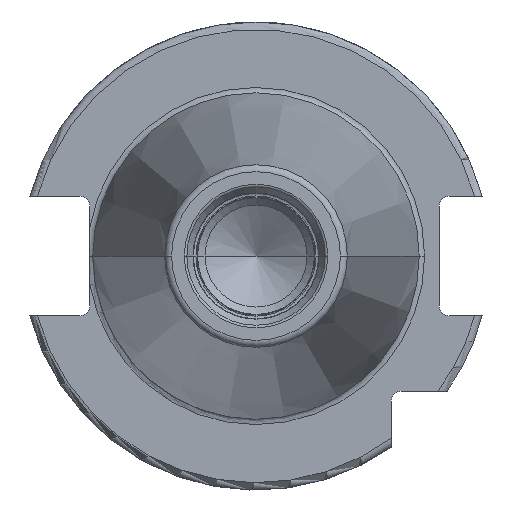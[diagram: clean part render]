
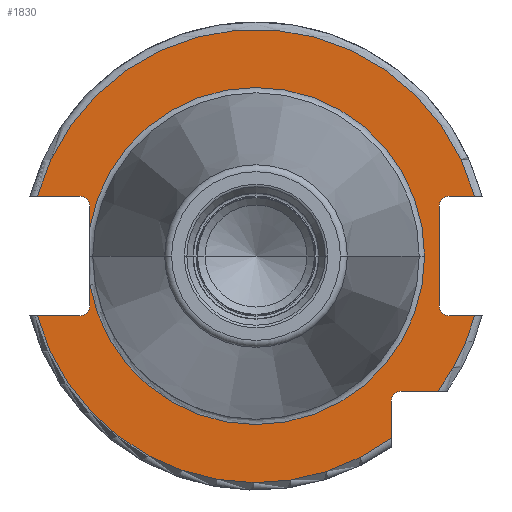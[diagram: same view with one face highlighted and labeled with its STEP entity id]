
A CAD part, left-side view. The second image highlights one B-rep face of the part: STEP entity #1830.
In plain terms, the highlighted planar face has unit normal (-1, 0, 0).
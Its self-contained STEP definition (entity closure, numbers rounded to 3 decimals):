
#105=CARTESIAN_POINT('',(3.2,22.55,-3.842));
#117=CARTESIAN_POINT('',(3.2,0.,0.));
#118=DIRECTION('',(-1.,0.,0.));
#119=DIRECTION('',(0.,0.986,-0.168));
#120=AXIS2_PLACEMENT_3D('',#117,#118,#119);
#135=CARTESIAN_POINT('',(3.2,23.9,-6.75));
#136=DIRECTION('',(1.,0.,0.));
#137=DIRECTION('',(0.,-1.,0.));
#138=AXIS2_PLACEMENT_3D('',#135,#136,#137);
#144=DIRECTION('',(0.,0.,-1.));
#145=VECTOR('',#144,2.908);
#146=CARTESIAN_POINT('',(3.2,22.55,6.75));
#147=LINE('',#146,#145);
#148=DIRECTION('',(0.,-1.,0.));
#149=VECTOR('',#148,5.777);
#150=CARTESIAN_POINT('',(3.2,29.677,8.1));
#151=LINE('',#150,#149);
#152=CARTESIAN_POINT('',(3.2,0.,0.));
#153=DIRECTION('',(1.,0.,0.));
#154=DIRECTION('',(0.,0.965,0.263));
#155=AXIS2_PLACEMENT_3D('',#152,#153,#154);
#157=DIRECTION('',(0.,1.,0.));
#158=VECTOR('',#157,3.477);
#159=CARTESIAN_POINT('',(3.2,-29.677,8.1));
#160=LINE('',#159,#158);
#161=DIRECTION('',(0.,0.,1.));
#162=VECTOR('',#161,13.5);
#163=CARTESIAN_POINT('',(3.2,-24.85,-6.75));
#164=LINE('',#163,#162);
#165=DIRECTION('',(0.,1.,0.));
#166=VECTOR('',#165,3.477);
#167=CARTESIAN_POINT('',(3.2,-29.677,-8.1));
#168=LINE('',#167,#166);
#169=CARTESIAN_POINT('',(3.2,0.,0.));
#170=DIRECTION('',(-1.,0.,0.));
#171=DIRECTION('',(0.,-0.803,-0.597));
#172=AXIS2_PLACEMENT_3D('',#169,#170,#171);
#174=DIRECTION('',(0.,-1.,0.));
#175=VECTOR('',#174,4.99);
#176=CARTESIAN_POINT('',(3.2,-19.7,-18.35));
#177=LINE('',#176,#175);
#178=DIRECTION('',(0.,0.,1.));
#179=VECTOR('',#178,4.99);
#180=CARTESIAN_POINT('',(3.2,-18.35,-24.69));
#181=LINE('',#180,#179);
#182=CARTESIAN_POINT('',(3.2,0.,0.));
#183=DIRECTION('',(-1.,0.,0.));
#184=DIRECTION('',(0.,0.965,-0.263));
#185=AXIS2_PLACEMENT_3D('',#182,#183,#184);
#187=DIRECTION('',(0.,-1.,0.));
#188=VECTOR('',#187,5.777);
#189=CARTESIAN_POINT('',(3.2,29.677,-8.1));
#190=LINE('',#189,#188);
#191=DIRECTION('',(0.,0.,-1.));
#192=VECTOR('',#191,2.908);
#193=CARTESIAN_POINT('',(3.2,22.55,-3.842));
#194=LINE('',#193,#192);
#200=CARTESIAN_POINT('',(3.2,23.9,6.75));
#201=DIRECTION('',(1.,0.,0.));
#202=DIRECTION('',(0.,0.,1.));
#203=AXIS2_PLACEMENT_3D('',#200,#201,#202);
#287=CARTESIAN_POINT('',(3.2,-26.2,6.75));
#288=DIRECTION('',(1.,0.,0.));
#289=DIRECTION('',(0.,1.,0.));
#290=AXIS2_PLACEMENT_3D('',#287,#288,#289);
#305=CARTESIAN_POINT('',(3.2,-26.2,-6.75));
#306=DIRECTION('',(1.,0.,0.));
#307=DIRECTION('',(0.,0.,-1.));
#308=AXIS2_PLACEMENT_3D('',#305,#306,#307);
#430=CARTESIAN_POINT('',(3.2,29.677,-8.1));
#466=CARTESIAN_POINT('',(3.2,-29.677,-8.1));
#772=CARTESIAN_POINT('',(3.2,-19.7,-19.7));
#773=DIRECTION('',(1.,0.,0.));
#774=DIRECTION('',(0.,1.,0.));
#775=AXIS2_PLACEMENT_3D('',#772,#773,#774);
#920=CARTESIAN_POINT('',(3.2,29.677,8.1));
#927=CARTESIAN_POINT('',(3.2,-29.677,8.1));
#1080=CARTESIAN_POINT('',(3.2,22.55,3.842));
#1091=CARTESIAN_POINT('',(3.2,0.,0.));
#1092=DIRECTION('',(1.,0.,0.));
#1093=DIRECTION('',(0.,0.986,0.168));
#1094=AXIS2_PLACEMENT_3D('',#1091,#1092,#1093);
#1314=CARTESIAN_POINT('',(3.2,-22.875,0.));
#1316=VERTEX_POINT('',#1314);
#1456=VERTEX_POINT('',#1080);
#1458=VERTEX_POINT('',#105);
#1461=VERTEX_POINT('',#920);
#1462=VERTEX_POINT('',#927);
#1465=VERTEX_POINT('',#430);
#1466=VERTEX_POINT('',#466);
#1481=CARTESIAN_POINT('',(3.2,-18.35,-24.69));
#1482=VERTEX_POINT('',#1481);
#1484=CARTESIAN_POINT('',(3.2,23.9,-8.1));
#1486=VERTEX_POINT('',#1484);
#1488=CARTESIAN_POINT('',(3.2,22.55,-6.75));
#1490=VERTEX_POINT('',#1488);
#1492=CARTESIAN_POINT('',(3.2,22.55,6.75));
#1494=VERTEX_POINT('',#1492);
#1496=CARTESIAN_POINT('',(3.2,23.9,8.1));
#1498=VERTEX_POINT('',#1496);
#1500=CARTESIAN_POINT('',(3.2,-24.85,-6.75));
#1502=VERTEX_POINT('',#1500);
#1504=CARTESIAN_POINT('',(3.2,-26.2,-8.1));
#1506=VERTEX_POINT('',#1504);
#1508=CARTESIAN_POINT('',(3.2,-26.2,8.1));
#1510=VERTEX_POINT('',#1508);
#1512=CARTESIAN_POINT('',(3.2,-24.85,6.75));
#1514=VERTEX_POINT('',#1512);
#1521=CARTESIAN_POINT('',(3.2,-19.7,-18.35));
#1522=CARTESIAN_POINT('',(3.2,-24.69,-18.35));
#1523=VERTEX_POINT('',#1521);
#1524=VERTEX_POINT('',#1522);
#1525=CARTESIAN_POINT('',(3.2,-18.35,-19.7));
#1526=VERTEX_POINT('',#1525);
#1790=CARTESIAN_POINT('',(3.2,0.,0.));
#1791=DIRECTION('',(1.,0.,0.));
#1792=DIRECTION('',(0.,-1.,0.));
#1793=AXIS2_PLACEMENT_3D('',#1790,#1791,#1792);
#1794=PLANE('',#1793);
#1795=ORIENTED_EDGE('',*,*,#1730,.F.);
#1797=ORIENTED_EDGE('',*,*,#1796,.F.);
#1799=ORIENTED_EDGE('',*,*,#1798,.F.);
#1801=ORIENTED_EDGE('',*,*,#1800,.T.);
#1803=ORIENTED_EDGE('',*,*,#1802,.T.);
#1805=ORIENTED_EDGE('',*,*,#1804,.F.);
#1807=ORIENTED_EDGE('',*,*,#1806,.F.);
#1809=ORIENTED_EDGE('',*,*,#1808,.F.);
#1811=ORIENTED_EDGE('',*,*,#1810,.F.);
#1813=ORIENTED_EDGE('',*,*,#1812,.F.);
#1815=ORIENTED_EDGE('',*,*,#1814,.F.);
#1817=ORIENTED_EDGE('',*,*,#1816,.F.);
#1819=ORIENTED_EDGE('',*,*,#1818,.F.);
#1821=ORIENTED_EDGE('',*,*,#1820,.F.);
#1822=ORIENTED_EDGE('',*,*,#1761,.T.);
#1823=ORIENTED_EDGE('',*,*,#1750,.F.);
#1824=ORIENTED_EDGE('',*,*,#1735,.F.);
#1825=ORIENTED_EDGE('',*,*,#1714,.T.);
#1827=ORIENTED_EDGE('',*,*,#1826,.F.);
#1828=EDGE_LOOP('',(#1795,#1797,#1799,#1801,#1803,#1805,#1807,#1809,#1811,#1813,
#1815,#1817,#1819,#1821,#1822,#1823,#1824,#1825,#1827));
#1829=FACE_OUTER_BOUND('',#1828,.F.);
#1830=ADVANCED_FACE('',(#1829),#1794,.F.);
#121=CIRCLE('',#120,22.875);
#139=CIRCLE('',#138,1.35);
#156=CIRCLE('',#155,30.763);
#173=CIRCLE('',#172,30.763);
#186=CIRCLE('',#185,30.763);
#204=CIRCLE('',#203,1.35);
#291=CIRCLE('',#290,1.35);
#309=CIRCLE('',#308,1.35);
#776=CIRCLE('',#775,1.35);
#1095=CIRCLE('',#1094,22.875);
#1714=EDGE_CURVE('',#1458,#1316,#121,.T.);
#1730=EDGE_CURVE('',#1494,#1456,#147,.T.);
#1735=EDGE_CURVE('',#1458,#1490,#194,.T.);
#1750=EDGE_CURVE('',#1490,#1486,#139,.T.);
#1761=EDGE_CURVE('',#1465,#1486,#190,.T.);
#1796=EDGE_CURVE('',#1498,#1494,#204,.T.);
#1798=EDGE_CURVE('',#1461,#1498,#151,.T.);
#1800=EDGE_CURVE('',#1461,#1462,#156,.T.);
#1802=EDGE_CURVE('',#1462,#1510,#160,.T.);
#1804=EDGE_CURVE('',#1514,#1510,#291,.T.);
#1806=EDGE_CURVE('',#1502,#1514,#164,.T.);
#1808=EDGE_CURVE('',#1506,#1502,#309,.T.);
#1810=EDGE_CURVE('',#1466,#1506,#168,.T.);
#1812=EDGE_CURVE('',#1524,#1466,#173,.T.);
#1814=EDGE_CURVE('',#1523,#1524,#177,.T.);
#1816=EDGE_CURVE('',#1526,#1523,#776,.T.);
#1818=EDGE_CURVE('',#1482,#1526,#181,.T.);
#1820=EDGE_CURVE('',#1465,#1482,#186,.T.);
#1826=EDGE_CURVE('',#1456,#1316,#1095,.T.);
